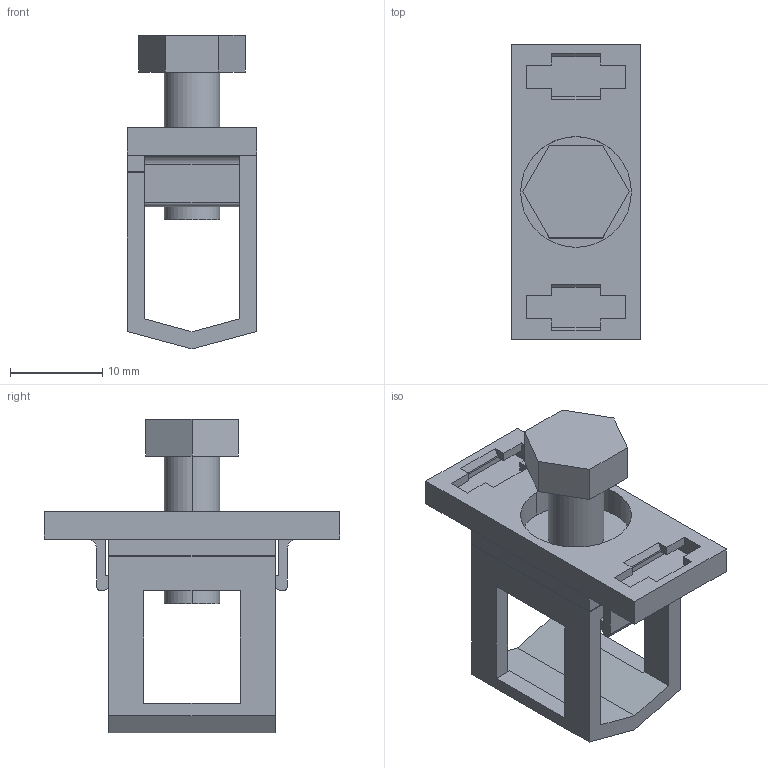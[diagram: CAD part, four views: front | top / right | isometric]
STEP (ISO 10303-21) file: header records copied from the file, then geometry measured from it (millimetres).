
FILE_DESCRIPTION(('CATIA V5R24 STEP','CAx-IF Rec.Pracs.--- Model Styling and Organization---1.2---2011-12-15'),'2;1');
FILE_NAME ('D1446000_0', '2017-01-10T13:38:26+00:00', ('Weidmueller Interface'), ('Weidmueller'), 'CATIA Version 5-6 Release 2014 SP4 HF52', 'CATIA V5 STEP AP214', 'none');
FILE_SCHEMA(('AUTOMOTIVE_DESIGN { 1 0 10303 214 1 1 1 1 }'));
Length unit declared in the file: millimetre
Products named in the file (1): v5-standard_part
Bounding box: 14 x 32 x 34 mm (x, y, z)
Volume: 3440.7 mm3; surface area: 4517.2 mm2
Topology: 2 solids, 6 shells, 157 faces, 402 edges, 258 vertices
Faces by surface type: plane 107, cylinder 30, torus 8, cone 8, sphere 4
Entity records: 4407 total; most frequent: ORIENTED_EDGE 796, CARTESIAN_POINT 767, DIRECTION 618, EDGE_CURVE 398, VECTOR 310, LINE 310, VERTEX_POINT 258, AXIS2_PLACEMENT_3D 199
